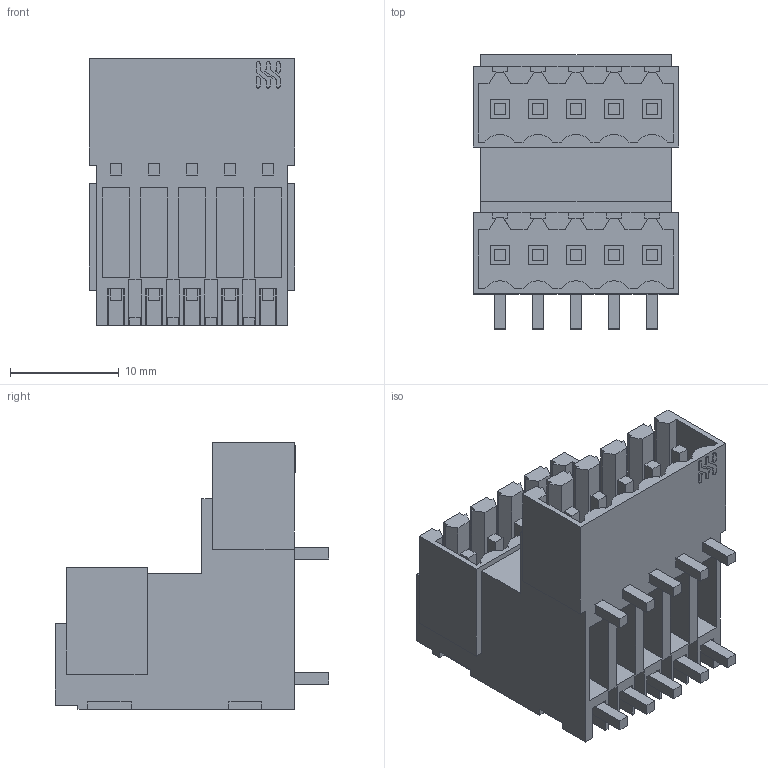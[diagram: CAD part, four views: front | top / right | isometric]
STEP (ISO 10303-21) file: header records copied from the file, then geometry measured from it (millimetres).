
FILE_DESCRIPTION(('CATIA V5 STEP Exchange','CAx-IF Rec.Pracs.--- Model Styling and Organization---1.2---2011-12-15'),'2;1');
FILE_NAME ('D1457772_0_1866770000_1866770000.stp','2016-09-26T13:01:15+00:00',('none'),('Weidmueller'),'CATIA Version 5-6 Release 2014','CATIA V5 STEP AP214','none');
FILE_SCHEMA(('AUTOMOTIVE_DESIGN { 1 0 10303 214 1 1 1 1 }'));
Length unit declared in the file: millimetre
Products named in the file (1): 1866770000_S
Bounding box: 18.9 x 25.2 x 24.55 mm (x, y, z)
Volume: 4199.9 mm3; surface area: 5824 mm2
Topology: 11 solids, 11 shells, 619 faces, 1778 edges, 1204 vertices
Faces by surface type: plane 549, cylinder 50, extrusion 20
Entity records: 18963 total; most frequent: CARTESIAN_POINT 3782, ORIENTED_EDGE 3556, DIRECTION 2408, EDGE_CURVE 1778, VECTOR 1630, LINE 1610, VERTEX_POINT 1204, EDGE_LOOP 662
